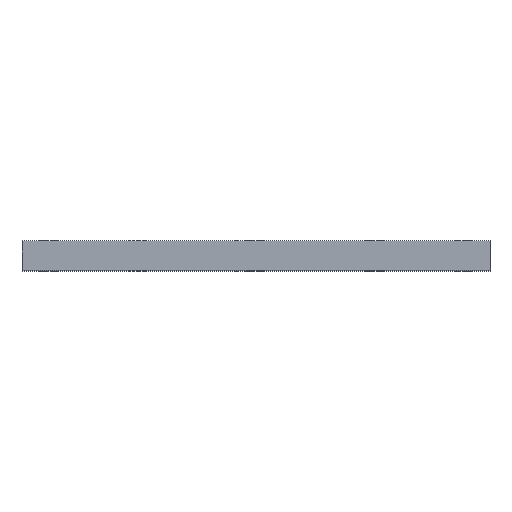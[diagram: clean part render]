
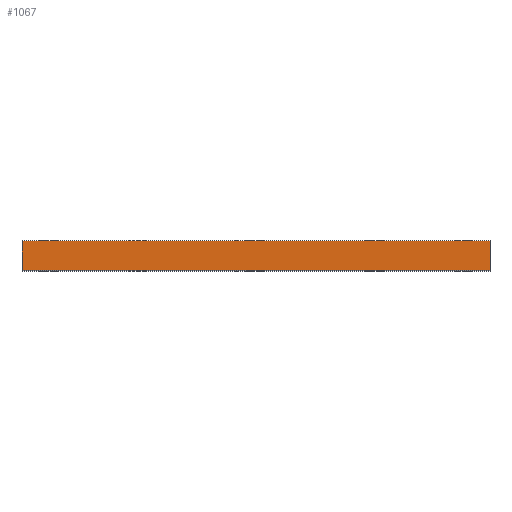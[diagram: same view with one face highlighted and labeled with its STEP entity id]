
A CAD part, top view. The second image highlights one B-rep face of the part: STEP entity #1067.
In plain terms, the highlighted planar face has unit normal (0, 0, 1).
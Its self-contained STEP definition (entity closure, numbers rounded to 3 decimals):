
#45=PLANE('',#1160);
#171=FACE_OUTER_BOUND('',#225,.T.);
#225=EDGE_LOOP('',(#881,#882,#883,#884));
#307=LINE('',#2099,#367);
#308=LINE('',#2102,#368);
#309=LINE('',#2104,#369);
#310=LINE('',#2105,#370);
#367=VECTOR('',#1371,10.);
#368=VECTOR('',#1374,10.);
#369=VECTOR('',#1375,10.);
#370=VECTOR('',#1376,10.);
#521=VERTEX_POINT('',#2095);
#522=VERTEX_POINT('',#2097);
#523=VERTEX_POINT('',#2101);
#524=VERTEX_POINT('',#2103);
#675=EDGE_CURVE('',#521,#522,#307,.T.);
#676=EDGE_CURVE('',#523,#521,#308,.T.);
#677=EDGE_CURVE('',#524,#522,#309,.T.);
#678=EDGE_CURVE('',#523,#524,#310,.T.);
#881=ORIENTED_EDGE('',*,*,#676,.T.);
#882=ORIENTED_EDGE('',*,*,#675,.T.);
#883=ORIENTED_EDGE('',*,*,#677,.F.);
#884=ORIENTED_EDGE('',*,*,#678,.F.);
#1067=ADVANCED_FACE('',(#171),#45,.T.);
#1160=AXIS2_PLACEMENT_3D('',#2100,#1372,#1373);
#1371=DIRECTION('',(0.,1.,0.));
#1372=DIRECTION('center_axis',(0.,0.,1.));
#1373=DIRECTION('ref_axis',(1.,0.,0.));
#1374=DIRECTION('',(1.,0.,0.));
#1375=DIRECTION('',(1.,0.,0.));
#1376=DIRECTION('',(0.,1.,0.));
#2095=CARTESIAN_POINT('',(-25.5,650.,169.5));
#2097=CARTESIAN_POINT('',(-25.5,655.,169.5));
#2099=CARTESIAN_POINT('',(-25.5,650.,169.5));
#2100=CARTESIAN_POINT('Origin',(-104.5,650.,169.5));
#2101=CARTESIAN_POINT('',(-104.5,650.,169.5));
#2102=CARTESIAN_POINT('',(-104.5,650.,169.5));
#2103=CARTESIAN_POINT('',(-104.5,655.,169.5));
#2104=CARTESIAN_POINT('',(-104.5,655.,169.5));
#2105=CARTESIAN_POINT('',(-104.5,650.,169.5));
